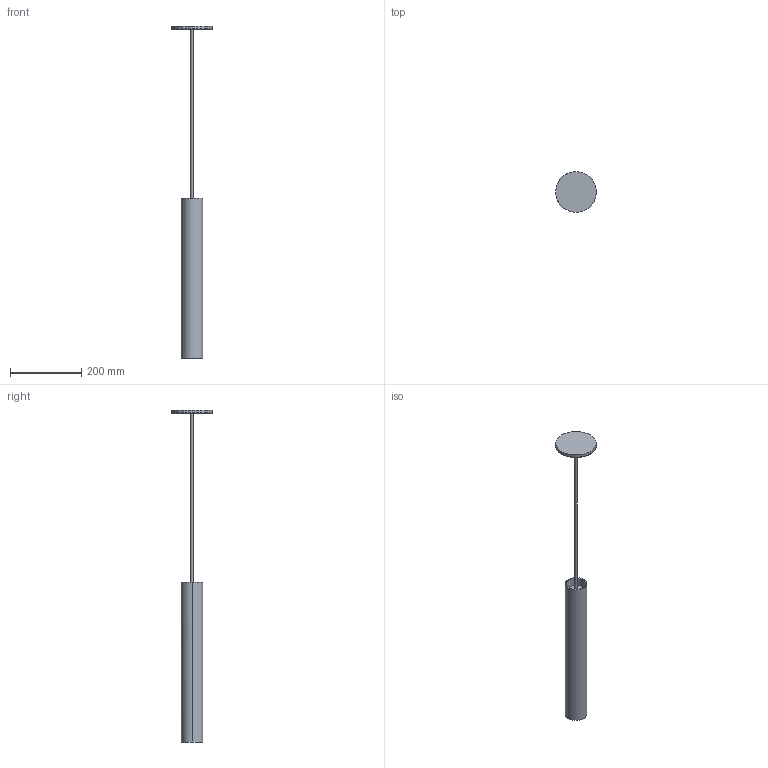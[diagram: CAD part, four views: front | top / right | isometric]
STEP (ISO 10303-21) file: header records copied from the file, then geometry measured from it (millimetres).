
FILE_DESCRIPTION(/* description */ (''),/* implementation_level */ '2;1');
FILE_NAME(/* name */ 'Roest_45v_3D_mm',/* time_stamp */ '2025-07-01T15:50:43-07:00',/* author */ (''),/* organization */ (''),/* preprocessor_version */ 'ST-DEVELOPER v16.5',/* originating_system */ '',/* authorisation */ '');
FILE_SCHEMA (('AUTOMOTIVE_DESIGN'));
Length unit declared in the file: millimetre
Products named in the file (1): Document
Bounding box: 114.3 x 114.3 x 934.52 mm (x, y, z)
Volume: 112501.3 mm3; surface area: 200920.7 mm2
Topology: 2 solids, 3 shells, 17 faces, 27 edges, 18 vertices
Faces by surface type: bspline 9, plane 8
Entity records: 531 total; most frequent: CARTESIAN_POINT 285, ORIENTED_EDGE 53, EDGE_CURVE 27, EDGE_LOOP 20, VERTEX_POINT 18, ADVANCED_FACE 17, FACE_OUTER_BOUND 17, DIRECTION 14
